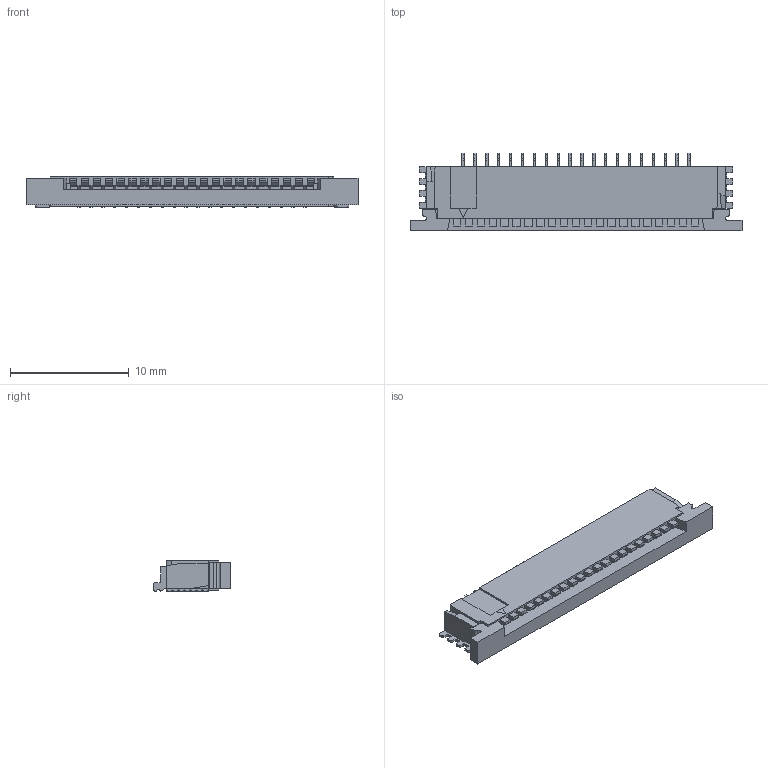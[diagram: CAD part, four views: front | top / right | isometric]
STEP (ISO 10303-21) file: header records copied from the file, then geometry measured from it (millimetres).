
FILE_DESCRIPTION(('FreeCAD Model'),'2;1');
FILE_NAME('2-84953-0.STEP','2018-05-07T14:59:59',(''), (''),'Open CASCADE STEP processor 6.8','FreeCAD','Unknown');
FILE_SCHEMA(('AUTOMOTIVE_DESIGN_CC2 { 1 2 10303 214 -1 1 5 4 }'));
Length unit declared in the file: millimetre
Products named in the file (2): ASSEMBLY; 2-84953-0
Assembly tree (1 placements, depth 2):
  ASSEMBLY
    2-84953-0
Bounding box: 27.92 x 6.55 x 2.58 mm (x, y, z)
Volume: 280.3 mm3; surface area: 903.6 mm2
Topology: 1 solids, 1 shells, 786 faces, 2247 edges, 1477 vertices
Faces by surface type: plane 540, cylinder 246
Entity records: 31056 total; most frequent: CARTESIAN_POINT 4512, ORIENTED_EDGE 4494, DIRECTION 4315, EDGE_CURVE 2247, LINE 1755, VECTOR 1755, VERTEX_POINT 1477, AXIS2_PLACEMENT_3D 1280
